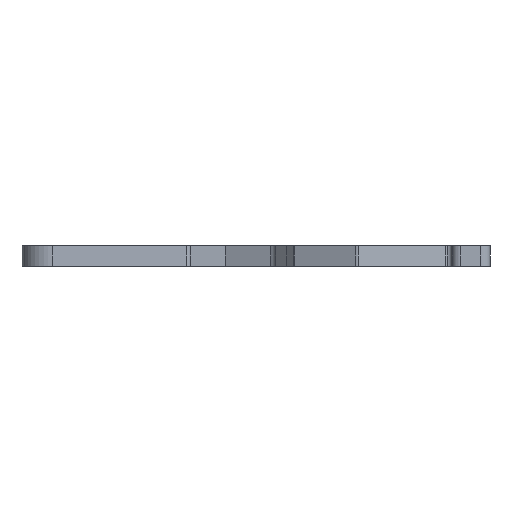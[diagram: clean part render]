
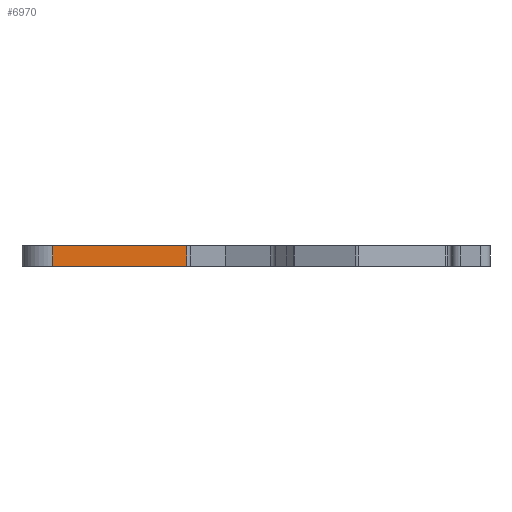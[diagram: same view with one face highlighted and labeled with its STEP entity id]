
A CAD part, left-side view. The second image highlights one B-rep face of the part: STEP entity #6970.
In plain terms, the highlighted face is planar.
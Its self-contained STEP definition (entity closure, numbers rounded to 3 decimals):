
#6580=CARTESIAN_POINT('',(-61.767,-4.633,
-48.52));
#6590=DIRECTION('',(-0.996,0.087,
0.));
#6600=DIRECTION('',(-0.087,-0.996,
0.));
#6610=AXIS2_PLACEMENT_3D('',#6580,#6590,#6600);
#6620=PLANE('',#6610);
#6630=CARTESIAN_POINT('',(-57.257,46.918,
-48.52));
#6640=DIRECTION('',(0.087,0.996,0.));
#6650=VECTOR('',#6640,1.);
#6660=LINE('',#6630,#6650);
#6670=CARTESIAN_POINT('',(-61.505,-1.639,
-48.52));
#6680=VERTEX_POINT('',#6670);
#6690=CARTESIAN_POINT('',(-60.273,12.444,
-48.52));
#6700=VERTEX_POINT('',#6690);
#6710=EDGE_CURVE('',#6680,#6700,#6660,.T.);
#6720=ORIENTED_EDGE('',*,*,#6710,.F.);
#6730=CARTESIAN_POINT('',(-60.273,12.444,
-48.52));
#6740=DIRECTION('',(0.,0.,1.));
#6750=VECTOR('',#6740,1.);
#6760=LINE('',#6730,#6750);
#6770=CARTESIAN_POINT('',(-60.273,12.444,
-46.32));
#6780=VERTEX_POINT('',#6770);
#6790=EDGE_CURVE('',#6700,#6780,#6760,.T.);
#6800=ORIENTED_EDGE('',*,*,#6790,.F.);
#6810=CARTESIAN_POINT('',(-57.257,46.918,
-46.32));
#6820=DIRECTION('',(0.087,0.996,
0.));
#6830=VECTOR('',#6820,1.);
#6840=LINE('',#6810,#6830);
#6850=CARTESIAN_POINT('',(-61.505,-1.639,
-46.32));
#6860=VERTEX_POINT('',#6850);
#6870=EDGE_CURVE('',#6860,#6780,#6840,.T.);
#6880=ORIENTED_EDGE('',*,*,#6870,.T.);
#6890=CARTESIAN_POINT('',(-61.505,-1.639,
-48.52));
#6900=DIRECTION('',(0.,0.,1.));
#6910=VECTOR('',#6900,1.);
#6920=LINE('',#6890,#6910);
#6930=EDGE_CURVE('',#6680,#6860,#6920,.T.);
#6940=ORIENTED_EDGE('',*,*,#6930,.T.);
#6950=EDGE_LOOP('',(#6940,#6880,#6800,#6720));
#6960=FACE_OUTER_BOUND('',#6950,.T.);
#6970=ADVANCED_FACE('',(#6960),#6620,.T.);
